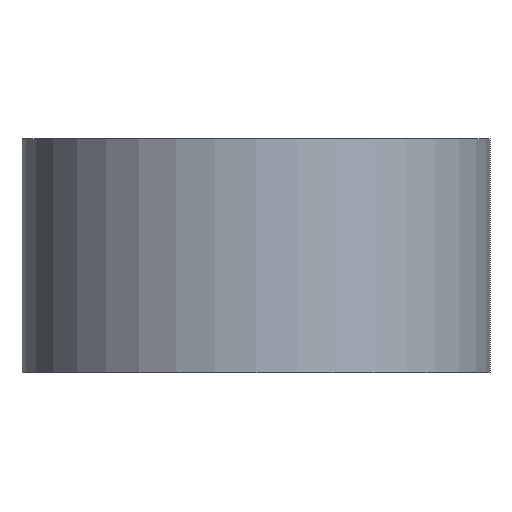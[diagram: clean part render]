
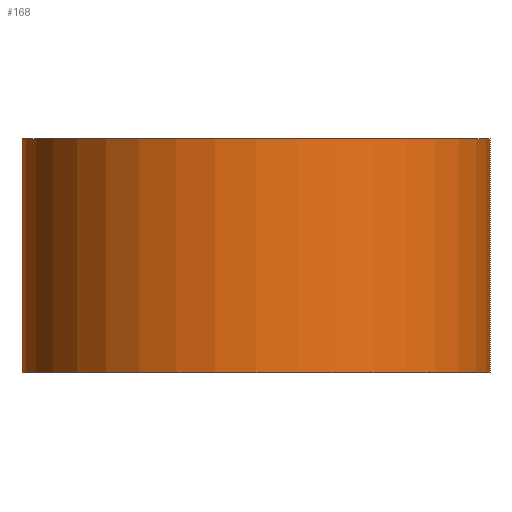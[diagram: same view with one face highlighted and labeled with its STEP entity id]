
A CAD part, front view. The second image highlights one B-rep face of the part: STEP entity #168.
In plain terms, the highlighted cylindrical face has radius 2 mm (diameter 4 mm), a full revolution.
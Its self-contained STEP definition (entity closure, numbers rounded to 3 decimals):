
#42=FACE_OUTER_BOUND('',#56,.T.);
#56=EDGE_LOOP('',(#137,#138,#139,#140));
#70=LINE('',#303,#76);
#76=VECTOR('',#250,2.);
#85=CIRCLE('',#204,2.);
#86=CIRCLE('',#205,2.);
#97=VERTEX_POINT('',#300);
#98=VERTEX_POINT('',#302);
#112=EDGE_CURVE('',#97,#97,#85,.T.);
#113=EDGE_CURVE('',#97,#98,#70,.T.);
#114=EDGE_CURVE('',#98,#98,#86,.T.);
#137=ORIENTED_EDGE('',*,*,#112,.F.);
#138=ORIENTED_EDGE('',*,*,#113,.T.);
#139=ORIENTED_EDGE('',*,*,#114,.T.);
#140=ORIENTED_EDGE('',*,*,#113,.F.);
#160=CYLINDRICAL_SURFACE('',#203,2.);
#168=ADVANCED_FACE('',(#42),#160,.T.);
#203=AXIS2_PLACEMENT_3D('',#299,#246,#247);
#204=AXIS2_PLACEMENT_3D('',#301,#248,#249);
#205=AXIS2_PLACEMENT_3D('',#304,#251,#252);
#246=DIRECTION('center_axis',(0.,0.,1.));
#247=DIRECTION('ref_axis',(1.,0.,0.));
#248=DIRECTION('center_axis',(0.,0.,1.));
#249=DIRECTION('ref_axis',(1.,0.,0.));
#250=DIRECTION('',(0.,0.,-1.));
#251=DIRECTION('center_axis',(0.,0.,1.));
#252=DIRECTION('ref_axis',(1.,0.,0.));
#299=CARTESIAN_POINT('Origin',(0.,0.,0.));
#300=CARTESIAN_POINT('',(-2.,0.,2.));
#301=CARTESIAN_POINT('Origin',(0.,0.,2.));
#302=CARTESIAN_POINT('',(-2.,0.,0.));
#303=CARTESIAN_POINT('',(-2.,0.,0.));
#304=CARTESIAN_POINT('Origin',(0.,0.,0.));
